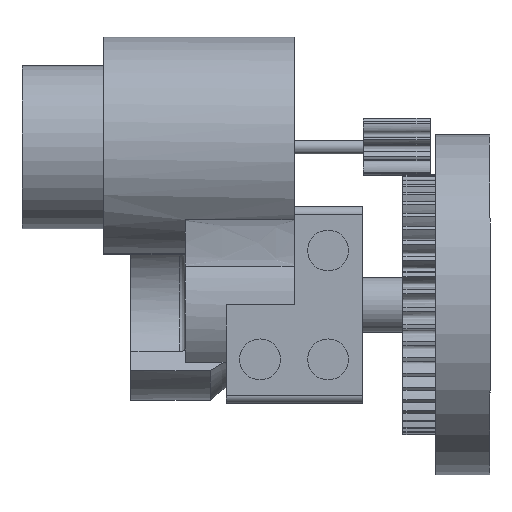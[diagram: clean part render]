
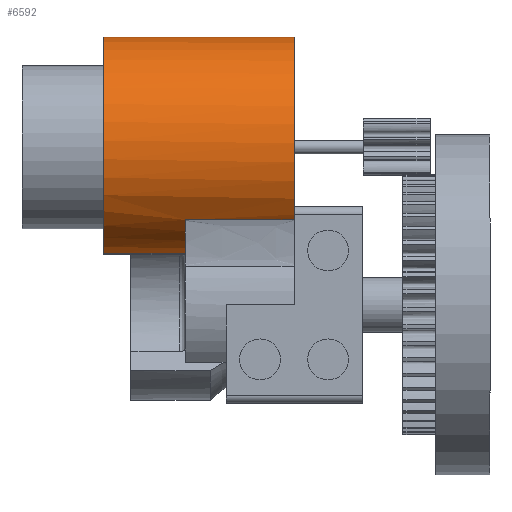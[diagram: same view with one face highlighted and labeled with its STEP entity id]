
A CAD part, front view. The second image highlights one B-rep face of the part: STEP entity #6592.
In plain terms, the highlighted cylindrical face has radius 4.05 mm (diameter 8.1 mm), a partial arc.
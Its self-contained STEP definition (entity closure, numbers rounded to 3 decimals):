
#720 = CARTESIAN_POINT ( 'NONE',  ( 0., 0., 3. ) ) ;
#771 = CARTESIAN_POINT ( 'NONE',  ( 2.564, -3.135, 7. ) ) ;
#984 = CARTESIAN_POINT ( 'NONE',  ( 0., 0., 0. ) ) ;
#1584 = CARTESIAN_POINT ( 'NONE',  ( 2.752, -2.972, 7. ) ) ;
#2196 = DIRECTION ( 'NONE',  ( 1., 0., 0. ) ) ;
#2211 = CIRCLE ( 'NONE', #10681, 4.05 ) ;
#2441 = DIRECTION ( 'NONE',  ( 0., 0., -1. ) ) ;
#2618 = LINE ( 'NONE', #18553, #3915 ) ;
#2665 = DIRECTION ( 'NONE',  ( 0., 0., 1. ) ) ;
#3195 = EDGE_LOOP ( 'NONE', ( #19624, #18055, #17127, #14850, #20894, #18660, #11123 ) ) ;
#3709 = CARTESIAN_POINT ( 'NONE',  ( 3.934, -0.963, 3. ) ) ;
#3822 = VERTEX_POINT ( 'NONE', #6250 ) ;
#3915 = VECTOR ( 'NONE', #9132, 1000. ) ;
#4294 = CIRCLE ( 'NONE', #16161, 4.05 ) ;
#4332 = CARTESIAN_POINT ( 'NONE',  ( -4.05, 0., 7. ) ) ;
#4440 = CARTESIAN_POINT ( 'NONE',  ( 2.752, -2.972, 4.333 ) ) ;
#4833 = DIRECTION ( 'NONE',  ( 0., 0., -1. ) ) ;
#5023 = EDGE_CURVE ( 'NONE', #13370, #15364, #4294, .T. ) ;
#6108 = CARTESIAN_POINT ( 'NONE',  ( -4.05, 0., 7. ) ) ;
#6250 = CARTESIAN_POINT ( 'NONE',  ( 3.934, -0.963, 0. ) ) ;
#6448 = FACE_OUTER_BOUND ( 'NONE', #3195, .T. ) ;
#6592 = ADVANCED_FACE ( 'NONE', ( #6448 ), #19374, .T. ) ;
#6938 = AXIS2_PLACEMENT_3D ( 'NONE', #9745, #4833, #16201 ) ;
#7286 = VERTEX_POINT ( 'NONE', #15940 ) ;
#7475 = DIRECTION ( 'NONE',  ( 1., 0., 0. ) ) ;
#8096 = DIRECTION ( 'NONE',  ( 0., 0., 1. ) ) ;
#8721 = DIRECTION ( 'NONE',  ( 0., 0., 1. ) ) ;
#9132 = DIRECTION ( 'NONE',  ( 0., 0., 1. ) ) ;
#9191 = EDGE_CURVE ( 'NONE', #3822, #14609, #2618, .T. ) ;
#9457 = CIRCLE ( 'NONE', #19588, 4.05 ) ;
#9745 = CARTESIAN_POINT ( 'NONE',  ( 0., 0., 7. ) ) ;
#10681 = AXIS2_PLACEMENT_3D ( 'NONE', #15184, #8721, #13373 ) ;
#10862 = EDGE_CURVE ( 'NONE', #15600, #3822, #20228, .T. ) ;
#11031 = CARTESIAN_POINT ( 'NONE',  ( 2.752, -2.972, 5.667 ) ) ;
#11074 = AXIS2_PLACEMENT_3D ( 'NONE', #984, #2665, #7475 ) ;
#11123 = ORIENTED_EDGE ( 'NONE', *, *, #20678, .F. ) ;
#11364 = CARTESIAN_POINT ( 'NONE',  ( 0., 0., 7. ) ) ;
#12176 = EDGE_CURVE ( 'NONE', #7286, #16353, #12707, .T. ) ;
#12707 = B_SPLINE_CURVE_WITH_KNOTS ( 'NONE', 3,
 ( #15917, #4440, #11031, #1584 ),
 .UNSPECIFIED., .F., .F.,
 ( 4, 4 ),
 ( 0., 1. ),
 .UNSPECIFIED. ) ;
#13370 = VERTEX_POINT ( 'NONE', #6108 ) ;
#13373 = DIRECTION ( 'NONE',  ( 1., 0., 0. ) ) ;
#13506 = VECTOR ( 'NONE', #2441, 1000. ) ;
#13686 = CARTESIAN_POINT ( 'NONE',  ( -4.05, 0., 0. ) ) ;
#14609 = VERTEX_POINT ( 'NONE', #3709 ) ;
#14850 = ORIENTED_EDGE ( 'NONE', *, *, #9191, .T. ) ;
#15116 = EDGE_CURVE ( 'NONE', #7286, #14609, #9457, .T. ) ;
#15184 = CARTESIAN_POINT ( 'NONE',  ( 0., 0., 7. ) ) ;
#15364 = VERTEX_POINT ( 'NONE', #771 ) ;
#15483 = EDGE_CURVE ( 'NONE', #13370, #15600, #18777, .T. ) ;
#15600 = VERTEX_POINT ( 'NONE', #13686 ) ;
#15917 = CARTESIAN_POINT ( 'NONE',  ( 2.752, -2.972, 3. ) ) ;
#15940 = CARTESIAN_POINT ( 'NONE',  ( 2.752, -2.972, 3. ) ) ;
#16161 = AXIS2_PLACEMENT_3D ( 'NONE', #11364, #8096, #16241 ) ;
#16201 = DIRECTION ( 'NONE',  ( -1., 0., 0. ) ) ;
#16241 = DIRECTION ( 'NONE',  ( 1., 0., 0. ) ) ;
#16353 = VERTEX_POINT ( 'NONE', #20949 ) ;
#17127 = ORIENTED_EDGE ( 'NONE', *, *, #10862, .T. ) ;
#18055 = ORIENTED_EDGE ( 'NONE', *, *, #15483, .T. ) ;
#18337 = DIRECTION ( 'NONE',  ( 0., 0., 1. ) ) ;
#18553 = CARTESIAN_POINT ( 'NONE',  ( 3.934, -0.963, -2. ) ) ;
#18660 = ORIENTED_EDGE ( 'NONE', *, *, #12176, .T. ) ;
#18777 = LINE ( 'NONE', #4332, #13506 ) ;
#19374 = CYLINDRICAL_SURFACE ( 'NONE', #6938, 4.05 ) ;
#19588 = AXIS2_PLACEMENT_3D ( 'NONE', #720, #18337, #2196 ) ;
#19624 = ORIENTED_EDGE ( 'NONE', *, *, #5023, .F. ) ;
#20228 = CIRCLE ( 'NONE', #11074, 4.05 ) ;
#20678 = EDGE_CURVE ( 'NONE', #15364, #16353, #2211, .T. ) ;
#20894 = ORIENTED_EDGE ( 'NONE', *, *, #15116, .F. ) ;
#20949 = CARTESIAN_POINT ( 'NONE',  ( 2.752, -2.972, 7. ) ) ;
